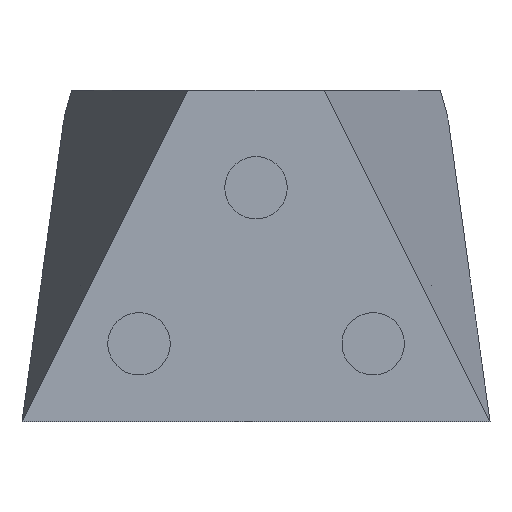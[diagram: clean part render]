
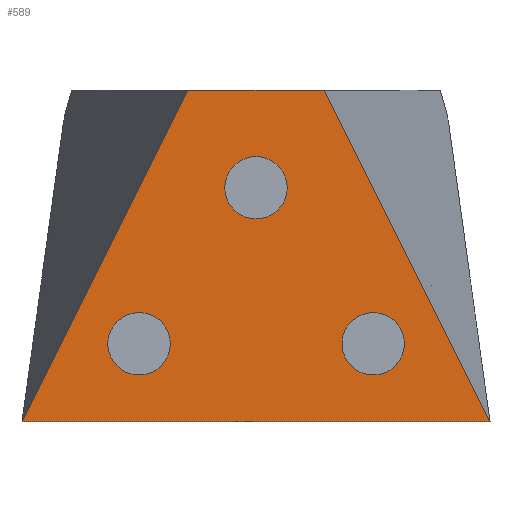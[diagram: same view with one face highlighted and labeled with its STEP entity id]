
A CAD part, front view. The second image highlights one B-rep face of the part: STEP entity #589.
In plain terms, the highlighted planar face has unit normal (0, -1, 0).
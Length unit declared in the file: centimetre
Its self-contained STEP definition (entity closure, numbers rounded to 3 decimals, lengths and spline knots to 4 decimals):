
#26=LINE('',#874,#80);
#52=LINE('',#930,#106);
#64=LINE('',#954,#118);
#65=LINE('',#956,#119);
#66=LINE('',#957,#120);
#67=LINE('',#958,#121);
#80=VECTOR('',#706,1.);
#106=VECTOR('',#752,100.);
#118=VECTOR('',#774,100.);
#119=VECTOR('',#775,100.);
#120=VECTOR('',#776,100.);
#121=VECTOR('',#777,100.);
#143=PLANE('',#639);
#166=FACE_BOUND('',#242,.T.);
#167=FACE_BOUND('',#243,.T.);
#168=FACE_BOUND('',#244,.T.);
#194=FACE_OUTER_BOUND('',#241,.T.);
#241=EDGE_LOOP('',(#498,#499,#500,#501,#502,#503));
#242=EDGE_LOOP('',(#504));
#243=EDGE_LOOP('',(#505));
#244=EDGE_LOOP('',(#506));
#279=CIRCLE('',#640,0.16);
#280=CIRCLE('',#641,0.16);
#281=CIRCLE('',#642,0.16);
#301=VERTEX_POINT('',#871);
#302=VERTEX_POINT('',#873);
#321=VERTEX_POINT('',#927);
#322=VERTEX_POINT('',#929);
#329=VERTEX_POINT('',#953);
#330=VERTEX_POINT('',#955);
#331=VERTEX_POINT('',#959);
#332=VERTEX_POINT('',#961);
#333=VERTEX_POINT('',#963);
#355=EDGE_CURVE('',#301,#302,#26,.T.);
#382=EDGE_CURVE('',#322,#321,#52,.T.);
#395=EDGE_CURVE('',#302,#329,#64,.T.);
#396=EDGE_CURVE('',#330,#301,#65,.T.);
#397=EDGE_CURVE('',#322,#330,#66,.T.);
#398=EDGE_CURVE('',#329,#321,#67,.T.);
#399=EDGE_CURVE('',#331,#331,#279,.T.);
#400=EDGE_CURVE('',#332,#332,#280,.T.);
#401=EDGE_CURVE('',#333,#333,#281,.T.);
#498=ORIENTED_EDGE('',*,*,#395,.F.);
#499=ORIENTED_EDGE('',*,*,#355,.F.);
#500=ORIENTED_EDGE('',*,*,#396,.F.);
#501=ORIENTED_EDGE('',*,*,#397,.F.);
#502=ORIENTED_EDGE('',*,*,#382,.T.);
#503=ORIENTED_EDGE('',*,*,#398,.F.);
#504=ORIENTED_EDGE('',*,*,#399,.T.);
#505=ORIENTED_EDGE('',*,*,#400,.T.);
#506=ORIENTED_EDGE('',*,*,#401,.T.);
#589=ADVANCED_FACE('',(#194,#166,#167,#168),#143,.T.);
#639=AXIS2_PLACEMENT_3D('',#952,#772,#773);
#640=AXIS2_PLACEMENT_3D('',#960,#778,#779);
#641=AXIS2_PLACEMENT_3D('',#962,#780,#781);
#642=AXIS2_PLACEMENT_3D('',#964,#782,#783);
#706=DIRECTION('',(1.,0.,0.));
#752=DIRECTION('',(1.,0.,0.));
#772=DIRECTION('center_axis',(0.,-1.,0.));
#773=DIRECTION('ref_axis',(0.,0.,-1.));
#774=DIRECTION('',(0.447,0.,-0.894));
#775=DIRECTION('',(0.447,0.,0.894));
#776=DIRECTION('',(0.,0.,1.));
#777=DIRECTION('',(0.,0.,-1.));
#778=DIRECTION('center_axis',(0.,1.,0.));
#779=DIRECTION('ref_axis',(0.866,0.,0.5));
#780=DIRECTION('center_axis',(0.,1.,0.));
#781=DIRECTION('ref_axis',(0.707,0.,0.707));
#782=DIRECTION('center_axis',(0.,1.,0.));
#783=DIRECTION('ref_axis',(0.707,0.,0.707));
#871=CARTESIAN_POINT('',(-1.058,-2.362,4.5294));
#873=CARTESIAN_POINT('',(-0.3572,-2.362,4.5294));
#874=CARTESIAN_POINT('',(-0.7076,-2.362,4.5294));
#927=CARTESIAN_POINT('',(0.492,-2.362,2.829));
#929=CARTESIAN_POINT('',(-1.9072,-2.362,2.829));
#930=CARTESIAN_POINT('',(-1.9072,-2.362,2.829));
#952=CARTESIAN_POINT('Origin',(-0.7076,-2.362,3.6292));
#953=CARTESIAN_POINT('',(0.492,-2.362,2.831));
#954=CARTESIAN_POINT('',(-0.1372,-2.362,4.0894));
#955=CARTESIAN_POINT('',(-1.9072,-2.362,2.831));
#956=CARTESIAN_POINT('',(-1.278,-2.362,4.0894));
#957=CARTESIAN_POINT('',(-1.9072,-2.362,3.2296));
#958=CARTESIAN_POINT('',(0.492,-2.362,3.2296));
#959=CARTESIAN_POINT('',(-0.5691,-2.362,4.109));
#960=CARTESIAN_POINT('Origin',(-0.7076,-2.362,4.029));
#961=CARTESIAN_POINT('',(-1.194,-2.362,3.3422));
#962=CARTESIAN_POINT('Origin',(-1.3071,-2.362,3.229));
#963=CARTESIAN_POINT('',(0.006,-2.362,3.3422));
#964=CARTESIAN_POINT('Origin',(-0.1071,-2.362,3.229));
